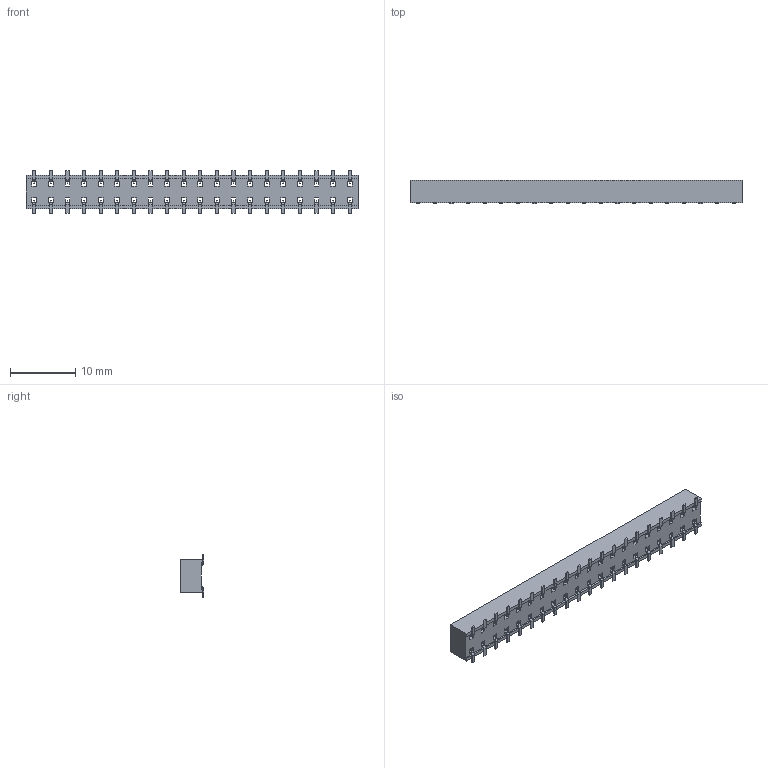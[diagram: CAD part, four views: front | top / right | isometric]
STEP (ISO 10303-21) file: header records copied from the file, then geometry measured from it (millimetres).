
FILE_DESCRIPTION(/* description */ ('STEP AP214'),/* implementation_level */ '2;1');
FILE_NAME(/* name */ 'HLE-120-02-F-DV-BE',/* time_stamp */ '2024-11-22T07:08:37+01:00',/* author */ ('License CC BY-ND 4.0'),/* organization */ ('CADENAS'),/* preprocessor_version */ 'ST-DEVELOPER v19.3',/* originating_system */ 'PARTsolutions',/* authorisation */ ' ');
FILE_SCHEMA (('AUTOMOTIVE_DESIGN {1 0 10303 214 3 1 1}'));
Length unit declared in the file: inch
Products named in the file (4): HLE-120-02-F-DV-BE; HLE-120-02-DV_socket; C-132-12-20-F-DV; C-132-12-20-F-DV2
Assembly tree (3 placements, depth 2):
  HLE-120-02-F-DV-BE
    HLE-120-02-DV_socket
    C-132-12-20-F-DV
    C-132-12-20-F-DV2
Bounding box: 50.8 x 3.66 x 6.58 mm (x, y, z)
Volume: 1001.7 mm3; surface area: 2772 mm2
Topology: 3 solids, 3 shells, 1549 faces, 4412 edges, 2888 vertices
Faces by surface type: plane 1469, cylinder 80
Entity records: 50003 total; most frequent: CARTESIAN_POINT 8853, ORIENTED_EDGE 8824, DIRECTION 7678, EDGE_CURVE 4412, LINE 4252, VECTOR 4252, VERTEX_POINT 2888, EDGE_LOOP 1884
